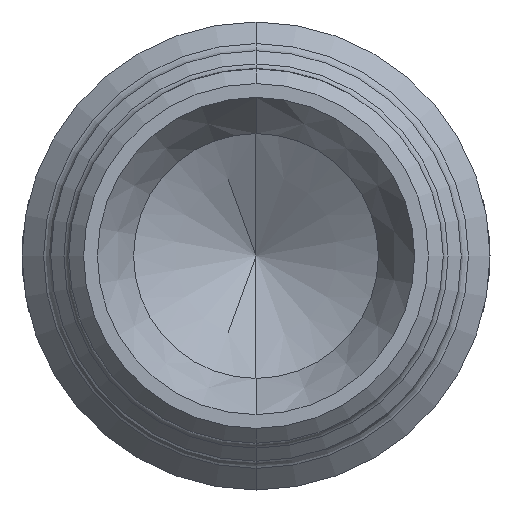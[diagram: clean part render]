
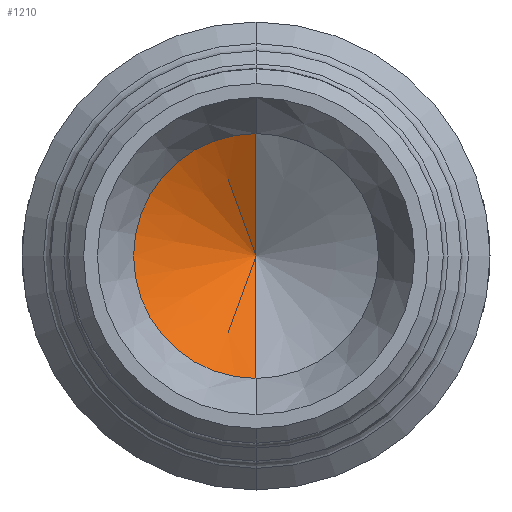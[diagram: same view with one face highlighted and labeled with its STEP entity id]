
A CAD part, front view. The second image highlights one B-rep face of the part: STEP entity #1210.
In plain terms, the highlighted conical face has half-angle 60 degrees and reference radius 0.432 mm.
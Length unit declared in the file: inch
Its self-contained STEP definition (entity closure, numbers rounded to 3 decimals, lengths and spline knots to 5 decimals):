
#420 = LINE ( 'NONE', #481, #446 ) ;
#446 = VECTOR ( 'NONE', #480, 39.37008 ) ;
#480 = DIRECTION ( 'NONE',  ( 0., -0.5, -0.866 ) ) ;
#481 = CARTESIAN_POINT ( 'NONE',  ( 0., -0.235, -0.017 ) ) ;
#1180 = ORIENTED_EDGE ( 'NONE', *, *, #1216, .T. ) ;
#1181 = EDGE_CURVE ( 'NONE', #1209, #1205, #2005, .T. ) ;
#1205 = VERTEX_POINT ( 'NONE', #1983 ) ;
#1208 = VERTEX_POINT ( 'NONE', #2090 ) ;
#1209 = VERTEX_POINT ( 'NONE', #2083 ) ;
#1210 = ADVANCED_FACE ( 'NONE', ( #2084 ), #2088, .F. ) ;
#1213 = EDGE_LOOP ( 'NONE', ( #1222, #1180, #1217 ) ) ;
#1216 = EDGE_CURVE ( 'NONE', #1208, #1205, #2075, .T. ) ;
#1217 = ORIENTED_EDGE ( 'NONE', *, *, #1181, .F. ) ;
#1222 = ORIENTED_EDGE ( 'NONE', *, *, #1223, .F. ) ;
#1223 = EDGE_CURVE ( 'NONE', #1208, #1209, #420, .T. ) ;
#1983 = CARTESIAN_POINT ( 'NONE',  ( 0., -0.235, 0.017 ) ) ;
#2001 = DIRECTION ( 'NONE',  ( 0., 0., 1. ) ) ;
#2002 = DIRECTION ( 'NONE',  ( 0., 1., 0. ) ) ;
#2003 = CARTESIAN_POINT ( 'NONE',  ( 0., -0.235, 0. ) ) ;
#2004 = AXIS2_PLACEMENT_3D ( 'NONE', #2003, #2002, #2001 ) ;
#2005 = CIRCLE ( 'NONE', #2004, 0.017 ) ;
#2072 = DIRECTION ( 'NONE',  ( 0., -0.5, 0.866 ) ) ;
#2073 = VECTOR ( 'NONE', #2072, 39.37008 ) ;
#2074 = CARTESIAN_POINT ( 'NONE',  ( 0., -0.235, 0.017 ) ) ;
#2075 = LINE ( 'NONE', #2074, #2073 ) ;
#2083 = CARTESIAN_POINT ( 'NONE',  ( 0., -0.235, -0.017 ) ) ;
#2084 = FACE_OUTER_BOUND ( 'NONE', #1213, .T. ) ;
#2088 = CONICAL_SURFACE ( 'NONE', #2095, 0.017, 1.047 ) ;
#2090 = CARTESIAN_POINT ( 'NONE',  ( 0., -0.22519, 0. ) ) ;
#2092 = DIRECTION ( 'NONE',  ( 0., 0., -1. ) ) ;
#2093 = DIRECTION ( 'NONE',  ( 0., -1., 0. ) ) ;
#2094 = CARTESIAN_POINT ( 'NONE',  ( 0., -0.235, 0. ) ) ;
#2095 = AXIS2_PLACEMENT_3D ( 'NONE', #2094, #2093, #2092 ) ;
